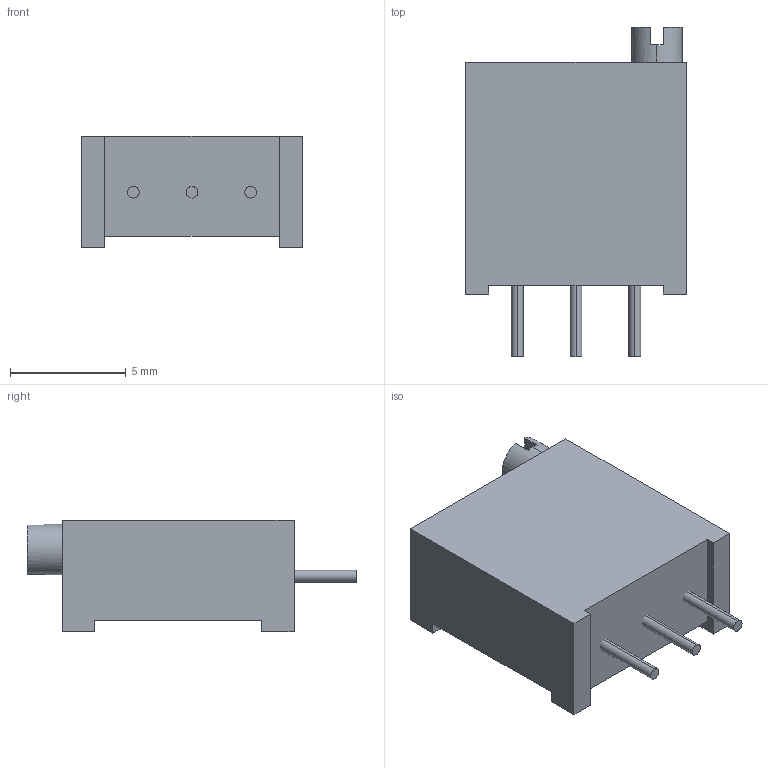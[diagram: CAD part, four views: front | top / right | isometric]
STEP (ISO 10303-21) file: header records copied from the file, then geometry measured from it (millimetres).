
FILE_DESCRIPTION(('FreeCAD Model'),'2;1');
FILE_NAME('Open CASCADE Shape Model','2021-08-24T14:01:03',('Author'),( ''),'Open CASCADE STEP processor 7.5','FreeCAD','Unknown');
FILE_SCHEMA(('AUTOMOTIVE_DESIGN { 1 0 10303 214 1 1 1 1 }'));
Length unit declared in the file: millimetre
Products named in the file (7): Unnamed; LinkGroup; Solid004; Solid002; Solid001; Solid; Solid003
Assembly tree (6 placements, depth 3):
  Unnamed
    LinkGroup
      Solid004
      Solid002
      Solid001
    Solid
    Solid003
Bounding box: 9.53 x 14.27 x 4.83 mm (x, y, z)
Volume: 414.1 mm3; surface area: 428.2 mm2
Topology: 5 solids, 5 shells, 40 faces, 90 edges, 60 vertices
Faces by surface type: plane 32, cylinder 8
Entity records: 2484 total; most frequent: CARTESIAN_POINT 449, DIRECTION 372, LINE 230, VECTOR 230, ORIENTED_EDGE 180, PCURVE 180, DEFINITIONAL_REPRESENTATION 180, EDGE_CURVE 90
